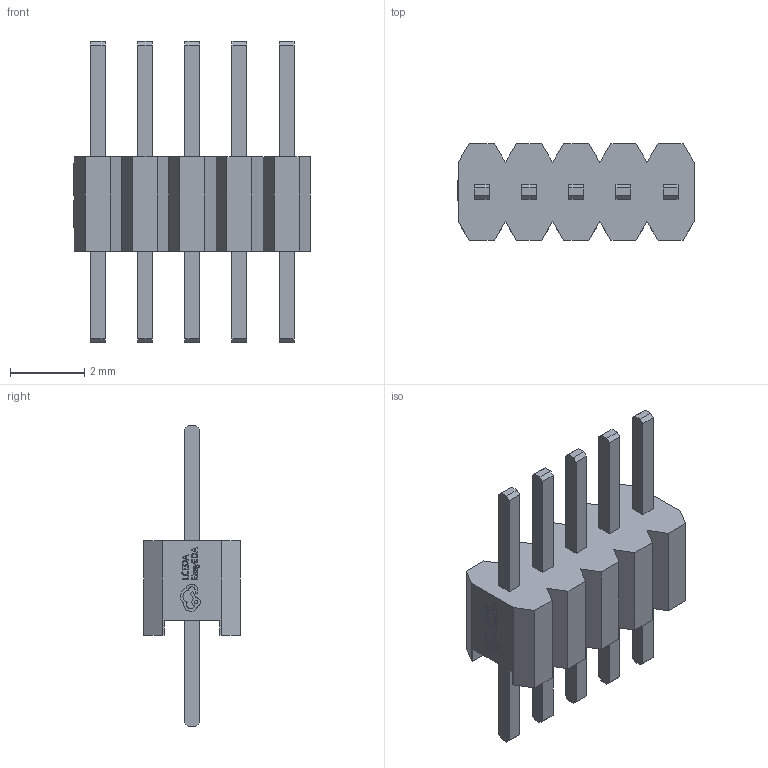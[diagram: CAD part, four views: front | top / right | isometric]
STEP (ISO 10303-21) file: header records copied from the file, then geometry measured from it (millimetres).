
FILE_DESCRIPTION (( 'STEP AP214' ), '1' );
FILE_NAME ('X1311WV-05J-C18D27.STEP', '2024-12-19T10:13:23', ( '' ), ( '' ), 'SwSTEP 2.0', 'SolidWorks 2022', '' );
FILE_SCHEMA (( 'AUTOMOTIVE_DESIGN' ));
Length unit declared in the file: millimetre
Products named in the file (3): HDR-TH_5P-P1.27-V-M^H1_3D_PCB1_2024-12-19(2)_3D_PCB1_2024-12-19; SOLID^HDR-TH_5P-P1.27-V-M_H1_3D_PCB1_2024-12-19(2)_3D_PCB1_2024-12-19; X1311WV-05J-C18D27
Assembly tree (2 placements, depth 3):
  X1311WV-05J-C18D27
    HDR-TH_5P-P1.27-V-M^H1_3D_PCB1_2024-12-19(2)_3D_PCB1_2024-12-19
      SOLID^HDR-TH_5P-P1.27-V-M_H1_3D_PCB1_2024-12-19(2)_3D_PCB1_2024-12-19
Bounding box: 6.36 x 2.6 x 8.1 mm (x, y, z)
Volume: 39.2 mm3; surface area: 136.7 mm2
Topology: 1 solids, 1 shells, 442 faces, 1212 edges, 808 vertices
Faces by surface type: plane 307, bspline 135
Entity records: 16014 total; most frequent: CARTESIAN_POINT 5627, ORIENTED_EDGE 2424, DIRECTION 1564, EDGE_CURVE 1212, VECTOR 938, LINE 938, VERTEX_POINT 808, EDGE_LOOP 478
